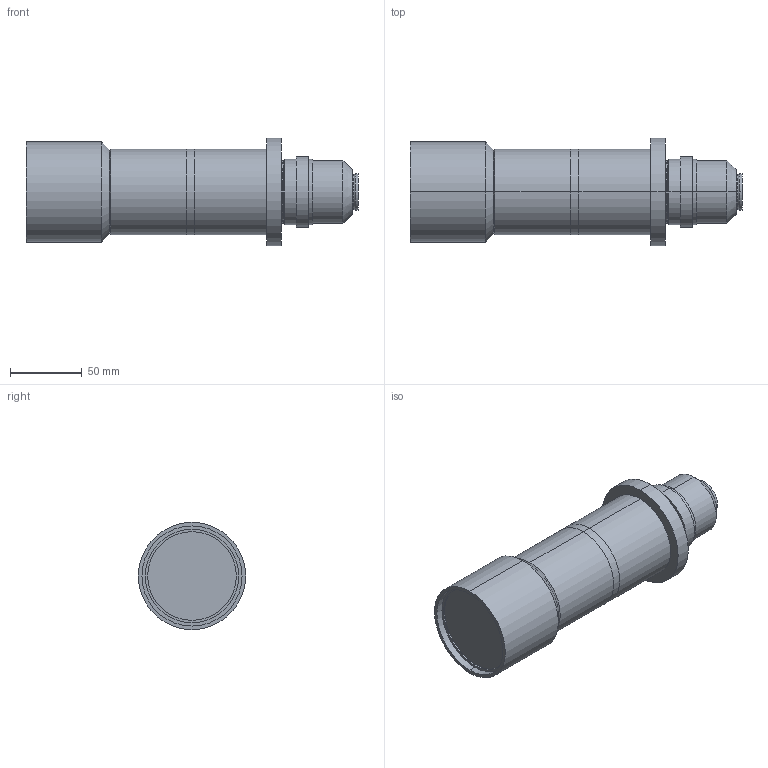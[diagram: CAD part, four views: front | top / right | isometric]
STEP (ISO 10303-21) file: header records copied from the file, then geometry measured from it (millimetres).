
FILE_DESCRIPTION (( 'STEP AP203' ), '1' );
FILE_NAME ('S5LPJ1260_02.STEP', '2015-01-23T10:51:36', ( 'poweredge' ), ( 'Hewlett-Packard Company' ), 'SwSTEP 2.0', 'SolidWorks 2014', '' );
FILE_SCHEMA (( 'CONFIG_CONTROL_DESIGN' ));
Length unit declared in the file: millimetre
Products named in the file (1): S5LPJ1260_02
Bounding box: 232.08 x 75 x 75 mm (x, y, z)
Volume: 635435 mm3; surface area: 56939 mm2
Topology: 1 solids, 1 shells, 63 faces, 124 edges, 76 vertices
Faces by surface type: cylinder 34, plane 15, cone 8, torus 6
Entity records: 1717 total; most frequent: DIRECTION 334, CARTESIAN_POINT 264, ORIENTED_EDGE 248, AXIS2_PLACEMENT_3D 146, EDGE_CURVE 124, CIRCLE 82, EDGE_LOOP 76, VERTEX_POINT 76
